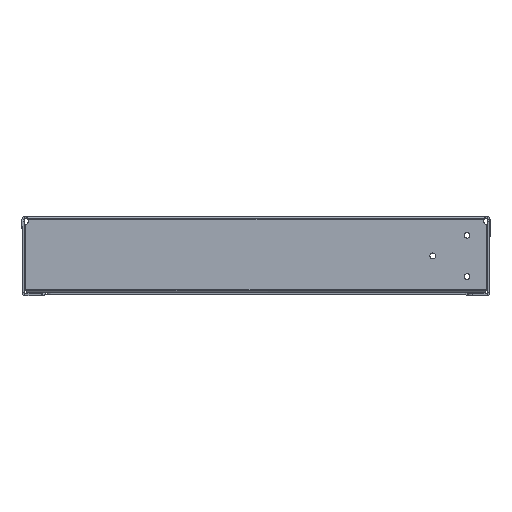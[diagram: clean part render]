
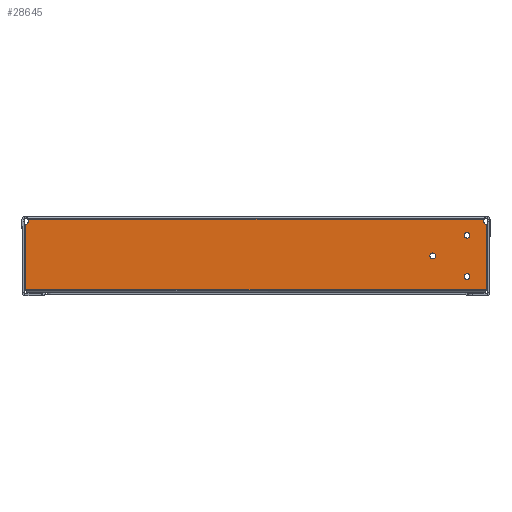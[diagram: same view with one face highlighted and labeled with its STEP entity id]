
A CAD part, left-side view. The second image highlights one B-rep face of the part: STEP entity #28645.
In plain terms, the highlighted planar face has unit normal (-1, 0, 0).
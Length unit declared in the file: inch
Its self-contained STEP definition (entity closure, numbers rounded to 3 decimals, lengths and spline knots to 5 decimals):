
#2240 = DIRECTION ( 'NONE',  ( -1., 0., 0. ) ) ;
#2260 = FACE_OUTER_BOUND ( 'NONE', #17645, .T. ) ;
#2262 = CARTESIAN_POINT ( 'NONE',  ( 3.91247, 3.05204, 15.41077 ) ) ;
#2264 = FACE_BOUND ( 'NONE', #17641, .T. ) ;
#2268 = FACE_BOUND ( 'NONE', #17642, .T. ) ;
#2270 = FACE_BOUND ( 'NONE', #17646, .T. ) ;
#2272 = PLANE ( 'NONE',  #13903 ) ;
#2274 = DIRECTION ( 'NONE',  ( 0., 0., 1. ) ) ;
#4938 = CARTESIAN_POINT ( 'NONE',  ( 3.91247, 15.0801, -0.13 ) ) ;
#4946 = CARTESIAN_POINT ( 'NONE',  ( 3.91247, 5.27689, -1.642 ) ) ;
#4951 = CARTESIAN_POINT ( 'NONE',  ( 3.91247, 5.32551, -0.13 ) ) ;
#4955 = CARTESIAN_POINT ( 'NONE',  ( 3.91247, 5.2688, -1.60262 ) ) ;
#4956 = CARTESIAN_POINT ( 'NONE',  ( 3.91247, 5.2688, -0.25119 ) ) ;
#4959 = CARTESIAN_POINT ( 'NONE',  ( 3.91247, 15.1368, -0.25119 ) ) ;
#4960 = CARTESIAN_POINT ( 'NONE',  ( 3.91247, 15.12836, -1.642 ) ) ;
#4963 = CARTESIAN_POINT ( 'NONE',  ( 3.91247, 15.1368, -1.60179 ) ) ;
#13903 = AXIS2_PLACEMENT_3D ( 'NONE', #2262, #2240, #2274 ) ;
#17191 = VERTEX_POINT ( 'NONE', #31780 ) ;
#17192 = VERTEX_POINT ( 'NONE', #31781 ) ;
#17200 = VERTEX_POINT ( 'NONE', #31789 ) ;
#17218 = VERTEX_POINT ( 'NONE', #31807 ) ;
#17468 = VERTEX_POINT ( 'NONE', #32057 ) ;
#17470 = VERTEX_POINT ( 'NONE', #32059 ) ;
#17641 = EDGE_LOOP ( 'NONE', ( #19687, #19688 ) ) ;
#17642 = EDGE_LOOP ( 'NONE', ( #19689, #19690 ) ) ;
#17645 = EDGE_LOOP ( 'NONE', ( #19679, #19680, #19681, #19682, #19683, #19684, #19685, #19686 ) ) ;
#17646 = EDGE_LOOP ( 'NONE', ( #19691, #19692 ) ) ;
#17973 = EDGE_CURVE ( 'NONE', #17192, #17200, #32708, .T. ) ;
#17977 = EDGE_CURVE ( 'NONE', #17218, #17470, #32714, .T. ) ;
#17981 = EDGE_CURVE ( 'NONE', #17191, #17468, #32720, .T. ) ;
#18178 = EDGE_CURVE ( 'NONE', #20803, #20790, #33702, .T. ) ;
#18180 = EDGE_CURVE ( 'NONE', #20807, #20808, #33692, .T. ) ;
#18186 = EDGE_CURVE ( 'NONE', #20811, #20815, #33725, .T. ) ;
#18188 = EDGE_CURVE ( 'NONE', #20815, #20812, #33007, .T. ) ;
#18192 = EDGE_CURVE ( 'NONE', #20798, #20807, #33010, .T. ) ;
#18194 = EDGE_CURVE ( 'NONE', #17200, #17192, #33014, .T. ) ;
#18196 = EDGE_CURVE ( 'NONE', #17470, #17218, #33018, .T. ) ;
#18198 = EDGE_CURVE ( 'NONE', #17468, #17191, #33022, .T. ) ;
#18202 = EDGE_CURVE ( 'NONE', #20803, #20808, #33970, .T. ) ;
#18203 = EDGE_CURVE ( 'NONE', #20798, #20812, #33767, .T. ) ;
#18204 = EDGE_CURVE ( 'NONE', #20811, #20790, #33977, .T. ) ;
#19679 = ORIENTED_EDGE ( 'NONE', *, *, #18203, .F. ) ;
#19680 = ORIENTED_EDGE ( 'NONE', *, *, #18192, .T. ) ;
#19681 = ORIENTED_EDGE ( 'NONE', *, *, #18180, .T. ) ;
#19682 = ORIENTED_EDGE ( 'NONE', *, *, #18202, .F. ) ;
#19683 = ORIENTED_EDGE ( 'NONE', *, *, #18178, .T. ) ;
#19684 = ORIENTED_EDGE ( 'NONE', *, *, #18204, .F. ) ;
#19685 = ORIENTED_EDGE ( 'NONE', *, *, #18186, .T. ) ;
#19686 = ORIENTED_EDGE ( 'NONE', *, *, #18188, .T. ) ;
#19687 = ORIENTED_EDGE ( 'NONE', *, *, #18198, .F. ) ;
#19688 = ORIENTED_EDGE ( 'NONE', *, *, #17981, .F. ) ;
#19689 = ORIENTED_EDGE ( 'NONE', *, *, #18196, .F. ) ;
#19690 = ORIENTED_EDGE ( 'NONE', *, *, #17977, .F. ) ;
#19691 = ORIENTED_EDGE ( 'NONE', *, *, #18194, .F. ) ;
#19692 = ORIENTED_EDGE ( 'NONE', *, *, #17973, .F. ) ;
#20790 = VERTEX_POINT ( 'NONE', #4938 ) ;
#20798 = VERTEX_POINT ( 'NONE', #4946 ) ;
#20803 = VERTEX_POINT ( 'NONE', #4951 ) ;
#20807 = VERTEX_POINT ( 'NONE', #4955 ) ;
#20808 = VERTEX_POINT ( 'NONE', #4956 ) ;
#20811 = VERTEX_POINT ( 'NONE', #4959 ) ;
#20812 = VERTEX_POINT ( 'NONE', #4960 ) ;
#20815 = VERTEX_POINT ( 'NONE', #4963 ) ;
#28645 = ADVANCED_FACE ( 'NONE', ( #2260, #2264, #2268, #2270 ), #2272, .T. ) ;
#30460 = AXIS2_PLACEMENT_3D ( 'NONE', #33760, #33761, #33762 ) ;
#31780 = CARTESIAN_POINT ( 'NONE',  ( 3.91247, 5.6888, -1.42212 ) ) ;
#31781 = CARTESIAN_POINT ( 'NONE',  ( 3.91247, 5.6888, -0.53912 ) ) ;
#31789 = CARTESIAN_POINT ( 'NONE',  ( 3.91247, 5.6888, -0.41412 ) ) ;
#31807 = CARTESIAN_POINT ( 'NONE',  ( 3.91247, 6.42161, -0.98062 ) ) ;
#32057 = CARTESIAN_POINT ( 'NONE',  ( 3.91247, 5.6888, -1.29712 ) ) ;
#32059 = CARTESIAN_POINT ( 'NONE',  ( 3.91247, 6.42161, -0.85562 ) ) ;
#32708 = CIRCLE ( 'NONE', #32712, 0.0625 ) ;
#32712 = AXIS2_PLACEMENT_3D ( 'NONE', #33070, #33071, #33072 ) ;
#32714 = CIRCLE ( 'NONE', #32718, 0.0625 ) ;
#32718 = AXIS2_PLACEMENT_3D ( 'NONE', #33082, #33083, #33084 ) ;
#32720 = CIRCLE ( 'NONE', #32724, 0.0625 ) ;
#32724 = AXIS2_PLACEMENT_3D ( 'NONE', #33094, #33095, #33096 ) ;
#32995 = VECTOR ( 'NONE', #33710, 39.37008 ) ;
#32997 = VECTOR ( 'NONE', #33705, 39.37008 ) ;
#33004 = VECTOR ( 'NONE', #33727, 39.37008 ) ;
#33005 = AXIS2_PLACEMENT_3D ( 'NONE', #33730, #33731, #33732 ) ;
#33007 = CIRCLE ( 'NONE', #33005, 0.1 ) ;
#33010 = CIRCLE ( 'NONE', #33013, 0.1 ) ;
#33013 = AXIS2_PLACEMENT_3D ( 'NONE', #33740, #33741, #33742 ) ;
#33014 = CIRCLE ( 'NONE', #33017, 0.0625 ) ;
#33017 = AXIS2_PLACEMENT_3D ( 'NONE', #33746, #33747, #33748 ) ;
#33018 = CIRCLE ( 'NONE', #33021, 0.0625 ) ;
#33021 = AXIS2_PLACEMENT_3D ( 'NONE', #33752, #33753, #33754 ) ;
#33022 = CIRCLE ( 'NONE', #30460, 0.0625 ) ;
#33070 = CARTESIAN_POINT ( 'NONE',  ( 3.91247, 5.6888, -0.47662 ) ) ;
#33071 = DIRECTION ( 'NONE',  ( -1., 0., 0. ) ) ;
#33072 = DIRECTION ( 'NONE',  ( 0., 0., 1. ) ) ;
#33082 = CARTESIAN_POINT ( 'NONE',  ( 3.91247, 6.42161, -0.91812 ) ) ;
#33083 = DIRECTION ( 'NONE',  ( -1., 0., 0. ) ) ;
#33084 = DIRECTION ( 'NONE',  ( 0., 0., 1. ) ) ;
#33094 = CARTESIAN_POINT ( 'NONE',  ( 3.91247, 5.6888, -1.35962 ) ) ;
#33095 = DIRECTION ( 'NONE',  ( -1., 0., 0. ) ) ;
#33096 = DIRECTION ( 'NONE',  ( 0., 0., 1. ) ) ;
#33692 = LINE ( 'NONE', #33709, #32995 ) ;
#33702 = LINE ( 'NONE', #33704, #32997 ) ;
#33704 = CARTESIAN_POINT ( 'NONE',  ( 3.91247, 3.05204, -0.13 ) ) ;
#33705 = DIRECTION ( 'NONE',  ( 0., 1., 0. ) ) ;
#33709 = CARTESIAN_POINT ( 'NONE',  ( 3.91247, 5.2688, -1.60262 ) ) ;
#33710 = DIRECTION ( 'NONE',  ( 0., 0., 1. ) ) ;
#33725 = LINE ( 'NONE', #33726, #33004 ) ;
#33726 = CARTESIAN_POINT ( 'NONE',  ( 3.91247, 15.1368, -0.2058 ) ) ;
#33727 = DIRECTION ( 'NONE',  ( 0., 0., -1. ) ) ;
#33730 = CARTESIAN_POINT ( 'NONE',  ( 3.91247, 15.0368, -1.60179 ) ) ;
#33731 = DIRECTION ( 'NONE',  ( -1., 0., 0. ) ) ;
#33732 = DIRECTION ( 'NONE',  ( 0., 0., 1. ) ) ;
#33740 = CARTESIAN_POINT ( 'NONE',  ( 3.91247, 5.3688, -1.60262 ) ) ;
#33741 = DIRECTION ( 'NONE',  ( -1., 0., 0. ) ) ;
#33742 = DIRECTION ( 'NONE',  ( 0., 0., 1. ) ) ;
#33746 = CARTESIAN_POINT ( 'NONE',  ( 3.91247, 5.6888, -0.47662 ) ) ;
#33747 = DIRECTION ( 'NONE',  ( -1., 0., 0. ) ) ;
#33748 = DIRECTION ( 'NONE',  ( 0., 0., 1. ) ) ;
#33752 = CARTESIAN_POINT ( 'NONE',  ( 3.91247, 6.42161, -0.91812 ) ) ;
#33753 = DIRECTION ( 'NONE',  ( -1., 0., 0. ) ) ;
#33754 = DIRECTION ( 'NONE',  ( 0., 0., 1. ) ) ;
#33760 = CARTESIAN_POINT ( 'NONE',  ( 3.91247, 5.6888, -1.35962 ) ) ;
#33761 = DIRECTION ( 'NONE',  ( -1., 0., 0. ) ) ;
#33762 = DIRECTION ( 'NONE',  ( 0., 0., 1. ) ) ;
#33767 = LINE ( 'NONE', #33768, #33973 ) ;
#33768 = CARTESIAN_POINT ( 'NONE',  ( 3.91247, 3.05204, -1.642 ) ) ;
#33773 = CARTESIAN_POINT ( 'NONE',  ( 3.91247, 5.24966, -0.16837 ) ) ;
#33774 = DIRECTION ( 'NONE',  ( -1., 0., 0. ) ) ;
#33775 = DIRECTION ( 'NONE',  ( 0., 0., 1. ) ) ;
#33777 = DIRECTION ( 'NONE',  ( 0., 1., 0. ) ) ;
#33780 = CARTESIAN_POINT ( 'NONE',  ( 3.91247, 15.15595, -0.16837 ) ) ;
#33781 = DIRECTION ( 'NONE',  ( -1., 0., 0. ) ) ;
#33782 = DIRECTION ( 'NONE',  ( 0., 0., 1. ) ) ;
#33970 = CIRCLE ( 'NONE', #33974, 0.085 ) ;
#33973 = VECTOR ( 'NONE', #33777, 39.37008 ) ;
#33974 = AXIS2_PLACEMENT_3D ( 'NONE', #33773, #33774, #33775 ) ;
#33977 = CIRCLE ( 'NONE', #33978, 0.085 ) ;
#33978 = AXIS2_PLACEMENT_3D ( 'NONE', #33780, #33781, #33782 ) ;
